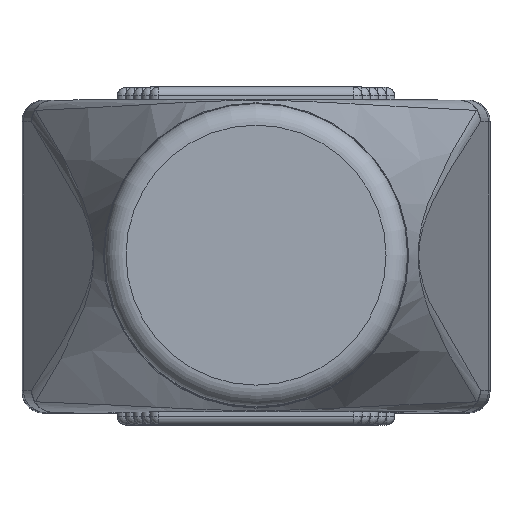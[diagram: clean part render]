
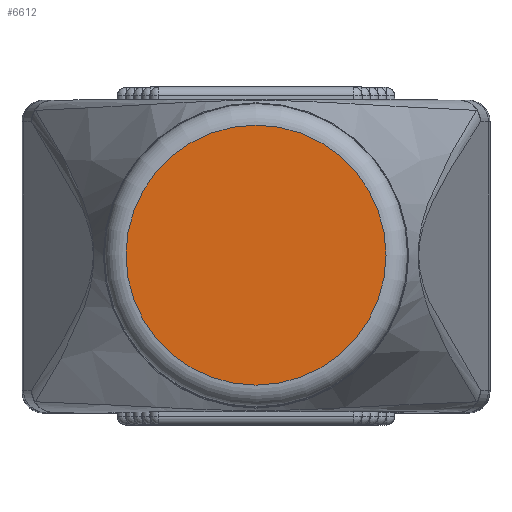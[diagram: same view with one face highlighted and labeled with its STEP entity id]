
A CAD part, top view. The second image highlights one B-rep face of the part: STEP entity #6612.
In plain terms, the highlighted planar face has unit normal (0, 0, 1).
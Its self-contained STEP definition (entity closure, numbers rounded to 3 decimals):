
#367=CIRCLE('',#7195,3.);
#371=CIRCLE('',#7199,3.);
#736=FACE_OUTER_BOUND('',#1128,.T.);
#1128=EDGE_LOOP('',(#5221,#5222));
#3040=VERTEX_POINT('',#10938);
#3041=VERTEX_POINT('',#10939);
#3830=EDGE_CURVE('',#3040,#3041,#367,.T.);
#3834=EDGE_CURVE('',#3041,#3040,#371,.T.);
#5221=ORIENTED_EDGE('',*,*,#3830,.F.);
#5222=ORIENTED_EDGE('',*,*,#3834,.F.);
#6276=PLANE('',#7203);
#6612=ADVANCED_FACE('',(#736),#6276,.T.);
#7195=AXIS2_PLACEMENT_3D('',#10940,#8455,#8456);
#7199=AXIS2_PLACEMENT_3D('',#10946,#8463,#8464);
#7203=AXIS2_PLACEMENT_3D('',#10953,#8472,#8473);
#8455=DIRECTION('center_axis',(0.,0.,-1.));
#8456=DIRECTION('ref_axis',(-1.,0.,0.));
#8463=DIRECTION('center_axis',(0.,0.,-1.));
#8464=DIRECTION('ref_axis',(-1.,0.,0.));
#8472=DIRECTION('center_axis',(0.,0.,1.));
#8473=DIRECTION('ref_axis',(1.,0.,0.));
#10938=CARTESIAN_POINT('',(3.,0.,27.3));
#10939=CARTESIAN_POINT('',(-3.,0.,27.3));
#10940=CARTESIAN_POINT('Origin',(0.,0.,27.3));
#10946=CARTESIAN_POINT('Origin',(0.,0.,27.3));
#10953=CARTESIAN_POINT('Origin',(0.,0.,27.3));
